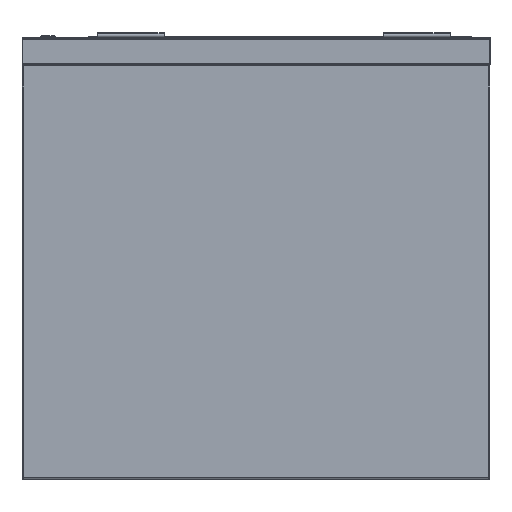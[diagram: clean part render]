
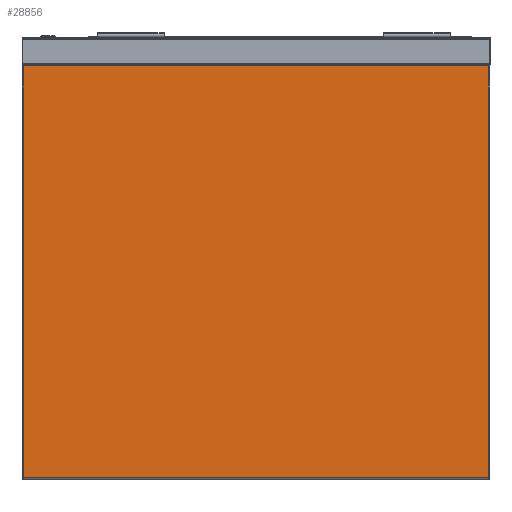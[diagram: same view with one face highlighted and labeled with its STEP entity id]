
A CAD part, left-side view. The second image highlights one B-rep face of the part: STEP entity #28856.
In plain terms, the highlighted planar face has unit normal (-1, 0, 0).
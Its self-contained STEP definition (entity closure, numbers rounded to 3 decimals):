
#430 = CARTESIAN_POINT ( 'NONE',  ( -260., 350., -42. ) ) ;
#677 = CARTESIAN_POINT ( 'NONE',  ( -260., -350., -658. ) ) ;
#2031 = VERTEX_POINT ( 'NONE', #23682 ) ;
#2633 = DIRECTION ( 'NONE',  ( 0., -1., 0. ) ) ;
#2766 = ORIENTED_EDGE ( 'NONE', *, *, #28675, .T. ) ;
#4073 = PLANE ( 'NONE',  #29706 ) ;
#5141 = VERTEX_POINT ( 'NONE', #27266 ) ;
#6067 = EDGE_CURVE ( 'NONE', #2031, #25237, #7856, .T. ) ;
#6688 = FACE_OUTER_BOUND ( 'NONE', #31616, .T. ) ;
#7780 = ORIENTED_EDGE ( 'NONE', *, *, #30494, .T. ) ;
#7856 = LINE ( 'NONE', #677, #30150 ) ;
#8191 = CARTESIAN_POINT ( 'NONE',  ( -260., -348., -660. ) ) ;
#10207 = EDGE_CURVE ( 'NONE', #5141, #17111, #17810, .T. ) ;
#11067 = ORIENTED_EDGE ( 'NONE', *, *, #6067, .T. ) ;
#12175 = DIRECTION ( 'NONE',  ( 0., 1., 0. ) ) ;
#15161 = DIRECTION ( 'NONE',  ( 0., 0., 1. ) ) ;
#16747 = DIRECTION ( 'NONE',  ( 0., 0., 1. ) ) ;
#17111 = VERTEX_POINT ( 'NONE', #26524 ) ;
#17810 = LINE ( 'NONE', #430, #21056 ) ;
#17934 = DIRECTION ( 'NONE',  ( 0., 0., -1. ) ) ;
#19514 = DIRECTION ( 'NONE',  ( -1., 0., 0. ) ) ;
#20942 = ORIENTED_EDGE ( 'NONE', *, *, #10207, .T. ) ;
#21056 = VECTOR ( 'NONE', #12175, 1000. ) ;
#21769 = CARTESIAN_POINT ( 'NONE',  ( -260., -350., -660. ) ) ;
#23682 = CARTESIAN_POINT ( 'NONE',  ( -260., 348., -658. ) ) ;
#25237 = VERTEX_POINT ( 'NONE', #30933 ) ;
#25405 = CARTESIAN_POINT ( 'NONE',  ( -260., 348., -660. ) ) ;
#25698 = LINE ( 'NONE', #8191, #26681 ) ;
#26524 = CARTESIAN_POINT ( 'NONE',  ( -260., 348., -42. ) ) ;
#26681 = VECTOR ( 'NONE', #15161, 1000. ) ;
#27266 = CARTESIAN_POINT ( 'NONE',  ( -260., -348., -42. ) ) ;
#28006 = LINE ( 'NONE', #25405, #31218 ) ;
#28675 = EDGE_CURVE ( 'NONE', #17111, #2031, #28006, .T. ) ;
#28856 = ADVANCED_FACE ( 'Fl�che7', ( #6688 ), #4073, .T. ) ;
#29706 = AXIS2_PLACEMENT_3D ( 'NONE', #21769, #19514, #16747 ) ;
#30150 = VECTOR ( 'NONE', #2633, 1000. ) ;
#30494 = EDGE_CURVE ( 'NONE', #25237, #5141, #25698, .T. ) ;
#30933 = CARTESIAN_POINT ( 'NONE',  ( -260., -348., -658. ) ) ;
#31218 = VECTOR ( 'NONE', #17934, 1000. ) ;
#31616 = EDGE_LOOP ( 'NONE', ( #7780, #20942, #2766, #11067 ) ) ;
